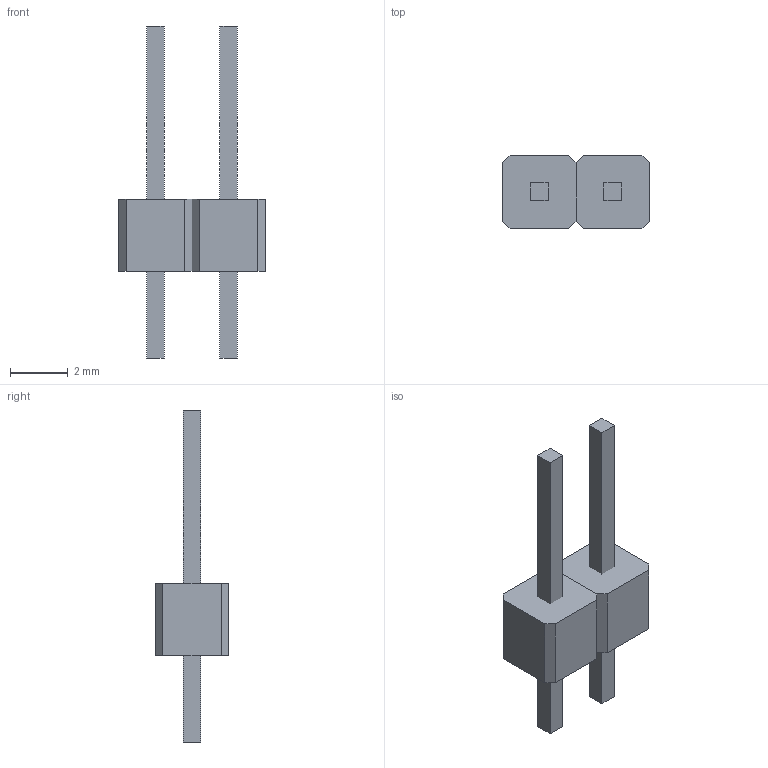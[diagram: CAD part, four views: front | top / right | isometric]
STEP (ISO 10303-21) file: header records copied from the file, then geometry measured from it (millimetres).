
FILE_DESCRIPTION (( 'STEP AP214' ), '1' );
FILE_NAME ('User Library-STRIPM02.STEP', '2017-08-02T07:07:30', ( 'Windows User' ), ( '' ), 'SwSTEP 2.0', 'SolidWorks 2017', '' );
FILE_SCHEMA (( 'AUTOMOTIVE_DESIGN' ));
Length unit declared in the file: millimetre
Products named in the file (6): User Library-STRIPM02_Open CASCADE STEP translator 6.2 1119.1; User Library-STRIPM02_352710992; User Library-STRIPM02_Extruded1; User Library-STRIPM02_352707920; User Library-STRIPM02_Extruded; User Library-STRIPM02
Assembly tree (7 placements, depth 4):
  User Library-STRIPM02
    User Library-STRIPM02_Open CASCADE STEP translator 6.2 1119.1
      User Library-STRIPM02_352707920  x2
        User Library-STRIPM02_Extruded
      User Library-STRIPM02_352710992  x2
        User Library-STRIPM02_Extruded1
Bounding box: 5.08 x 2.54 x 11.5 mm (x, y, z)
Volume: 40.2 mm3; surface area: 130.7 mm2
Topology: 4 solids, 4 shells, 32 faces, 72 edges, 48 vertices
Faces by surface type: plane 32
Entity records: 644 total; most frequent: DIRECTION 94, CARTESIAN_POINT 89, ORIENTED_EDGE 72, VECTOR 36, LINE 36, EDGE_CURVE 36, AXIS2_PLACEMENT_3D 29, VERTEX_POINT 24
